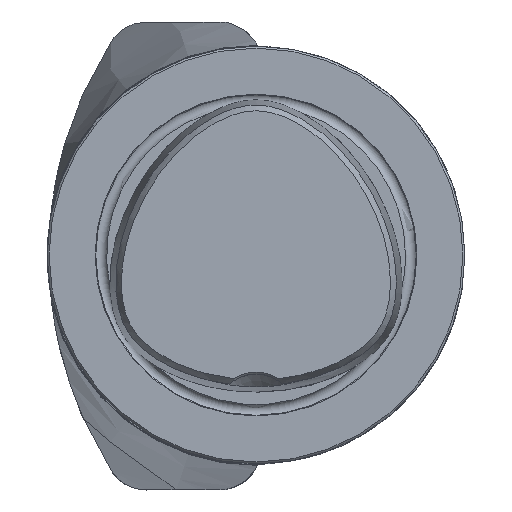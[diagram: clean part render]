
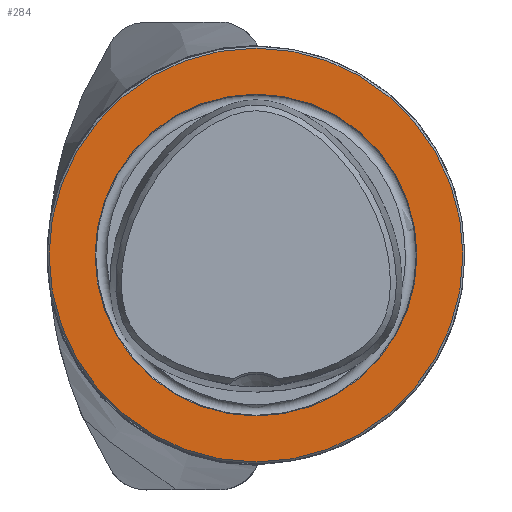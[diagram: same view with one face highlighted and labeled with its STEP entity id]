
A CAD part, top view. The second image highlights one B-rep face of the part: STEP entity #284.
In plain terms, the highlighted planar face has unit normal (0, 0, 1).
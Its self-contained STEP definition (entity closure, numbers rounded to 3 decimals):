
#284=ADVANCED_FACE('CU_E_LO_SU_1',(#495,#496),#349,.F.);
#349=PLANE('',#1571);
#495=FACE_BOUND('',#590,.T.);
#496=FACE_BOUND('',#591,.T.);
#590=EDGE_LOOP('',(#888));
#591=EDGE_LOOP('',(#889));
#888=ORIENTED_EDGE('',*,*,#1337,.F.);
#889=ORIENTED_EDGE('',*,*,#1336,.T.);
#1166=VERTEX_POINT('',#8441);
#1167=VERTEX_POINT('',#8444);
#1336=EDGE_CURVE('',#1166,#1166,#1430,.T.);
#1337=EDGE_CURVE('',#1167,#1167,#1431,.T.);
#1430=CIRCLE('',#1568,31.2);
#1431=CIRCLE('',#1570,24.264);
#1568=AXIS2_PLACEMENT_3D('',#8440,#1849,#1850);
#1570=AXIS2_PLACEMENT_3D('',#8443,#1853,#1854);
#1571=AXIS2_PLACEMENT_3D('',#8445,#1855,#1856);
#1849=DIRECTION('',(0.,0.,1.));
#1850=DIRECTION('',(1.,0.,0.));
#1853=DIRECTION('',(0.,0.,1.));
#1854=DIRECTION('',(1.,0.,0.));
#1855=DIRECTION('',(0.,0.,-1.));
#1856=DIRECTION('',(-1.,0.,0.));
#8440=CARTESIAN_POINT('',(0.,0.,0.));
#8441=CARTESIAN_POINT('',(31.2,0.,0.));
#8443=CARTESIAN_POINT('',(0.,0.,0.));
#8444=CARTESIAN_POINT('',(24.264,0.,0.));
#8445=CARTESIAN_POINT('',(0.,-31.2,0.));
